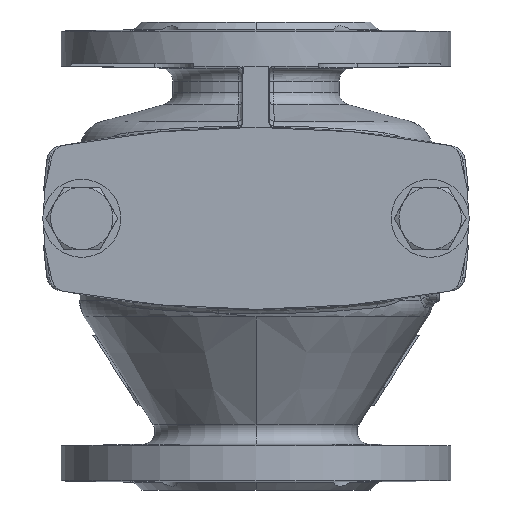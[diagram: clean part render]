
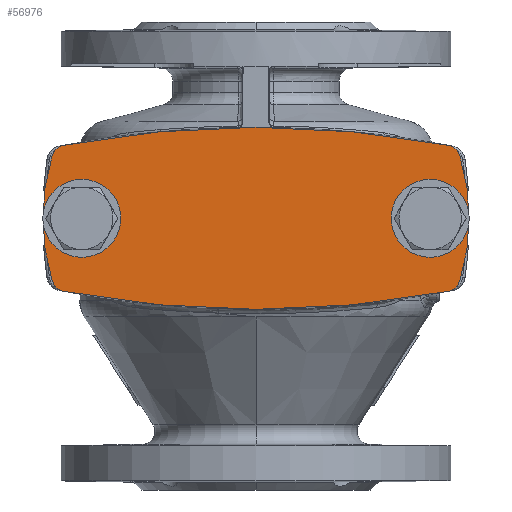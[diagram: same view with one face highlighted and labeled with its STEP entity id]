
A CAD part, left-side view. The second image highlights one B-rep face of the part: STEP entity #56976.
In plain terms, the highlighted face is planar.
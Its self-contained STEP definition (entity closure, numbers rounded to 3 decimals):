
#53731=CARTESIAN_POINT('',(67.,0.,0.));
#53732=DIRECTION('',(0.,0.,1.));
#53733=DIRECTION('',(-1.,0.,0.));
#53734=AXIS2_PLACEMENT_3D('',#53731,#53732,#53733);
#53736=CARTESIAN_POINT('',(67.,0.,0.));
#53737=DIRECTION('',(0.,0.,1.));
#53738=DIRECTION('',(1.,0.,0.));
#53739=AXIS2_PLACEMENT_3D('',#53736,#53737,#53738);
#53741=CARTESIAN_POINT('',(-67.,0.,0.));
#53742=DIRECTION('',(0.,0.,1.));
#53743=DIRECTION('',(-1.,0.,0.));
#53744=AXIS2_PLACEMENT_3D('',#53741,#53742,#53743);
#53746=CARTESIAN_POINT('',(-67.,0.,0.));
#53747=DIRECTION('',(0.,0.,1.));
#53748=DIRECTION('',(1.,0.,0.));
#53749=AXIS2_PLACEMENT_3D('',#53746,#53747,#53748);
#53751=CARTESIAN_POINT('',(-72.673,22.24,0.));
#53752=DIRECTION('',(0.,0.,-1.));
#53753=DIRECTION('',(-0.956,0.293,0.));
#53754=AXIS2_PLACEMENT_3D('',#53751,#53752,#53753);
#53756=CARTESIAN_POINT('',(0.,0.,0.));
#53757=DIRECTION('',(0.,0.,1.));
#53758=DIRECTION('',(-0.956,0.293,0.));
#53759=AXIS2_PLACEMENT_3D('',#53756,#53757,#53758);
#53761=CARTESIAN_POINT('',(-72.673,-22.24,0.));
#53762=DIRECTION('',(0.,0.,-1.));
#53763=DIRECTION('',(-0.184,-0.983,0.));
#53764=AXIS2_PLACEMENT_3D('',#53761,#53762,#53763);
#53766=CARTESIAN_POINT('',(0.,365.,0.));
#53767=DIRECTION('',(0.,0.,1.));
#53768=DIRECTION('',(-0.184,-0.983,0.));
#53769=AXIS2_PLACEMENT_3D('',#53766,#53767,#53768);
#53771=CARTESIAN_POINT('',(72.673,-22.24,0.));
#53772=DIRECTION('',(0.,0.,-1.));
#53773=DIRECTION('',(0.956,-0.293,0.));
#53774=AXIS2_PLACEMENT_3D('',#53771,#53772,#53773);
#53776=CARTESIAN_POINT('',(0.,0.,0.));
#53777=DIRECTION('',(0.,0.,1.));
#53778=DIRECTION('',(0.956,-0.293,0.));
#53779=AXIS2_PLACEMENT_3D('',#53776,#53777,#53778);
#53781=CARTESIAN_POINT('',(72.673,22.24,0.));
#53782=DIRECTION('',(0.,0.,-1.));
#53783=DIRECTION('',(0.184,0.983,0.));
#53784=AXIS2_PLACEMENT_3D('',#53781,#53782,#53783);
#53786=CARTESIAN_POINT('',(0.,-365.,0.));
#53787=DIRECTION('',(0.,0.,1.));
#53788=DIRECTION('',(0.184,0.983,0.));
#53789=AXIS2_PLACEMENT_3D('',#53786,#53787,#53788);
#56592=CARTESIAN_POINT('',(57.5,0.,0.));
#56593=CARTESIAN_POINT('',(76.5,0.,0.));
#56594=VERTEX_POINT('',#56592);
#56595=VERTEX_POINT('',#56593);
#56596=CARTESIAN_POINT('',(-76.5,0.,0.));
#56597=CARTESIAN_POINT('',(-57.5,0.,0.));
#56598=VERTEX_POINT('',#56596);
#56599=VERTEX_POINT('',#56597);
#56600=CARTESIAN_POINT('',(-78.411,23.995,0.));
#56601=CARTESIAN_POINT('',(-73.78,28.137,0.));
#56602=VERTEX_POINT('',#56600);
#56603=VERTEX_POINT('',#56601);
#56604=CARTESIAN_POINT('',(-73.78,-28.137,0.));
#56605=CARTESIAN_POINT('',(-78.411,-23.995,0.));
#56606=VERTEX_POINT('',#56604);
#56607=VERTEX_POINT('',#56605);
#56608=CARTESIAN_POINT('',(73.78,28.137,0.));
#56609=CARTESIAN_POINT('',(78.411,23.995,0.));
#56610=VERTEX_POINT('',#56608);
#56611=VERTEX_POINT('',#56609);
#56612=CARTESIAN_POINT('',(78.411,-23.995,0.));
#56613=CARTESIAN_POINT('',(73.78,-28.137,0.));
#56614=VERTEX_POINT('',#56612);
#56615=VERTEX_POINT('',#56613);
#56941=CARTESIAN_POINT('',(0.,0.,0.));
#56942=DIRECTION('',(0.,0.,1.));
#56943=DIRECTION('',(1.,0.,0.));
#56944=AXIS2_PLACEMENT_3D('',#56941,#56942,#56943);
#56945=PLANE('',#56944);
#56947=ORIENTED_EDGE('',*,*,#56946,.F.);
#56949=ORIENTED_EDGE('',*,*,#56948,.T.);
#56951=ORIENTED_EDGE('',*,*,#56950,.F.);
#56953=ORIENTED_EDGE('',*,*,#56952,.T.);
#56955=ORIENTED_EDGE('',*,*,#56954,.F.);
#56957=ORIENTED_EDGE('',*,*,#56956,.T.);
#56959=ORIENTED_EDGE('',*,*,#56958,.F.);
#56961=ORIENTED_EDGE('',*,*,#56960,.T.);
#56962=EDGE_LOOP('',(#56947,#56949,#56951,#56953,#56955,#56957,#56959,#56961));
#56963=FACE_OUTER_BOUND('',#56962,.F.);
#56965=ORIENTED_EDGE('',*,*,#56964,.F.);
#56967=ORIENTED_EDGE('',*,*,#56966,.F.);
#56968=EDGE_LOOP('',(#56965,#56967));
#56969=FACE_BOUND('',#56968,.F.);
#56971=ORIENTED_EDGE('',*,*,#56970,.F.);
#56973=ORIENTED_EDGE('',*,*,#56972,.F.);
#56974=EDGE_LOOP('',(#56971,#56973));
#56975=FACE_BOUND('',#56974,.F.);
#53735=CIRCLE('',#53734,9.5);
#53740=CIRCLE('',#53739,9.5);
#53745=CIRCLE('',#53744,9.5);
#53750=CIRCLE('',#53749,9.5);
#53755=CIRCLE('',#53754,6.);
#53760=CIRCLE('',#53759,82.);
#53765=CIRCLE('',#53764,6.);
#53770=CIRCLE('',#53769,400.);
#53775=CIRCLE('',#53774,6.);
#53780=CIRCLE('',#53779,82.);
#53785=CIRCLE('',#53784,6.);
#53790=CIRCLE('',#53789,400.);
#56946=EDGE_CURVE('',#56602,#56603,#53755,.T.);
#56948=EDGE_CURVE('',#56602,#56607,#53760,.T.);
#56950=EDGE_CURVE('',#56606,#56607,#53765,.T.);
#56952=EDGE_CURVE('',#56606,#56615,#53770,.T.);
#56954=EDGE_CURVE('',#56614,#56615,#53775,.T.);
#56956=EDGE_CURVE('',#56614,#56611,#53780,.T.);
#56958=EDGE_CURVE('',#56610,#56611,#53785,.T.);
#56960=EDGE_CURVE('',#56610,#56603,#53790,.T.);
#56964=EDGE_CURVE('',#56598,#56599,#53745,.T.);
#56966=EDGE_CURVE('',#56599,#56598,#53750,.T.);
#56970=EDGE_CURVE('',#56594,#56595,#53735,.T.);
#56972=EDGE_CURVE('',#56595,#56594,#53740,.T.);
#56976=ADVANCED_FACE('',(#56963,#56969,#56975),#56945,.F.);
